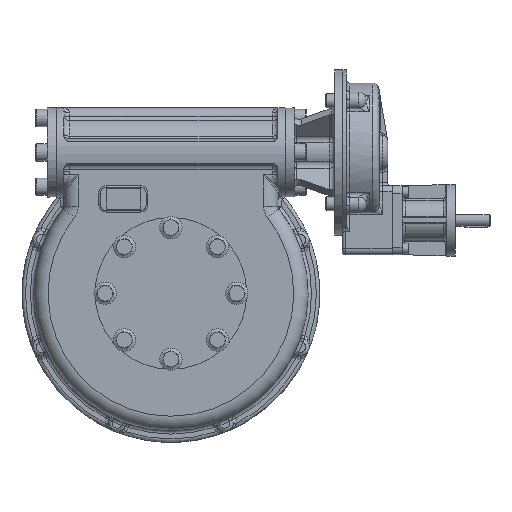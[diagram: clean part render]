
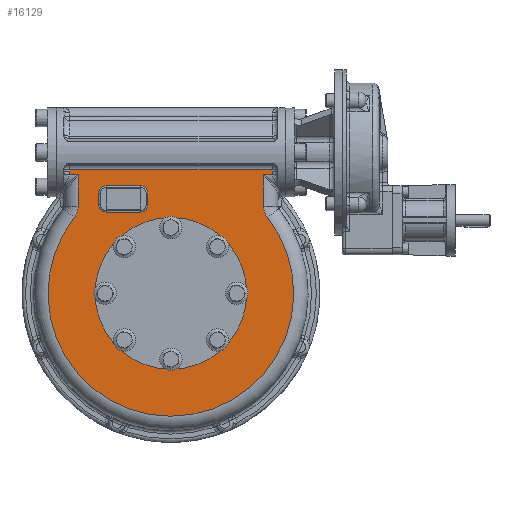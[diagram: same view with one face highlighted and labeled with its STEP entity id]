
A CAD part, top view. The second image highlights one B-rep face of the part: STEP entity #16129.
In plain terms, the highlighted planar face has unit normal (0, 0, 1).
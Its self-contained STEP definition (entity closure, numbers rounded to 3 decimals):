
#536=B_SPLINE_CURVE_WITH_KNOTS('',3,(#40027,#40028,#40029,#40030),
 .UNSPECIFIED.,.F.,.F.,(4,4),(0.,0.006),.UNSPECIFIED.);
#537=B_SPLINE_CURVE_WITH_KNOTS('',3,(#40097,#40098,#40099,#40100),
 .UNSPECIFIED.,.F.,.F.,(4,4),(0.,0.006),.UNSPECIFIED.);
#1735=CIRCLE('',#20201,131.25);
#1995=CIRCLE('',#20586,13.);
#1997=CIRCLE('',#20589,13.);
#2003=CIRCLE('',#20598,13.);
#2005=CIRCLE('',#20601,13.);
#2032=CIRCLE('',#20663,31.);
#2033=CIRCLE('',#20664,214.5);
#2034=CIRCLE('',#20665,31.);
#5482=ORIENTED_EDGE('',*,*,#8111,.T.);
#5483=ORIENTED_EDGE('',*,*,#8540,.T.);
#5484=ORIENTED_EDGE('',*,*,#8535,.T.);
#5485=ORIENTED_EDGE('',*,*,#8542,.T.);
#5486=ORIENTED_EDGE('',*,*,#8548,.T.);
#5487=ORIENTED_EDGE('',*,*,#8554,.T.);
#5488=ORIENTED_EDGE('',*,*,#8556,.T.);
#5489=ORIENTED_EDGE('',*,*,#8552,.T.);
#5490=ORIENTED_EDGE('',*,*,#8546,.T.);
#5491=ORIENTED_EDGE('',*,*,#8528,.T.);
#5492=ORIENTED_EDGE('',*,*,#8530,.T.);
#5493=ORIENTED_EDGE('',*,*,#8649,.T.);
#5494=ORIENTED_EDGE('',*,*,#8650,.T.);
#5495=ORIENTED_EDGE('',*,*,#8651,.T.);
#5496=ORIENTED_EDGE('',*,*,#8652,.T.);
#5497=ORIENTED_EDGE('',*,*,#8653,.T.);
#5498=ORIENTED_EDGE('',*,*,#8654,.T.);
#5499=ORIENTED_EDGE('',*,*,#8655,.T.);
#5500=ORIENTED_EDGE('',*,*,#8514,.T.);
#5501=ORIENTED_EDGE('',*,*,#8517,.T.);
#5502=ORIENTED_EDGE('',*,*,#8523,.T.);
#8111=EDGE_CURVE('',#10153,#10153,#1735,.F.);
#8514=EDGE_CURVE('',#10385,#10388,#536,.T.);
#8517=EDGE_CURVE('',#10388,#10390,#11384,.T.);
#8523=EDGE_CURVE('',#10390,#10393,#11387,.F.);
#8528=EDGE_CURVE('',#10393,#10396,#11389,.T.);
#8530=EDGE_CURVE('',#10396,#10398,#537,.T.);
#8535=EDGE_CURVE('',#10402,#10401,#11390,.F.);
#8540=EDGE_CURVE('',#10404,#10402,#1995,.F.);
#8542=EDGE_CURVE('',#10401,#10407,#1997,.F.);
#8546=EDGE_CURVE('',#10408,#10404,#11393,.F.);
#8548=EDGE_CURVE('',#10407,#10411,#11394,.F.);
#8552=EDGE_CURVE('',#10412,#10408,#2003,.F.);
#8554=EDGE_CURVE('',#10411,#10415,#2005,.F.);
#8556=EDGE_CURVE('',#10415,#10412,#11396,.F.);
#8649=EDGE_CURVE('',#10398,#10357,#11420,.T.);
#8650=EDGE_CURVE('',#10357,#10462,#11421,.F.);
#8651=EDGE_CURVE('',#10462,#10463,#2032,.F.);
#8652=EDGE_CURVE('',#10463,#10464,#2033,.T.);
#8653=EDGE_CURVE('',#10464,#10465,#2034,.F.);
#8654=EDGE_CURVE('',#10465,#10328,#11422,.F.);
#8655=EDGE_CURVE('',#10328,#10385,#11423,.F.);
#10153=VERTEX_POINT('',#35055);
#10328=VERTEX_POINT('',#38914);
#10357=VERTEX_POINT('',#39705);
#10385=VERTEX_POINT('',#39977);
#10388=VERTEX_POINT('',#40026);
#10390=VERTEX_POINT('',#40035);
#10393=VERTEX_POINT('',#40046);
#10396=VERTEX_POINT('',#40056);
#10398=VERTEX_POINT('',#40096);
#10401=VERTEX_POINT('',#40185);
#10402=VERTEX_POINT('',#40187);
#10404=VERTEX_POINT('',#40193);
#10407=VERTEX_POINT('',#40200);
#10408=VERTEX_POINT('',#40205);
#10411=VERTEX_POINT('',#40212);
#10412=VERTEX_POINT('',#40217);
#10415=VERTEX_POINT('',#40224);
#10462=VERTEX_POINT('',#42939);
#10463=VERTEX_POINT('',#42941);
#10464=VERTEX_POINT('',#42943);
#10465=VERTEX_POINT('',#42945);
#11384=LINE('',#40036,#12179);
#11387=LINE('',#40047,#12182);
#11389=LINE('',#40057,#12184);
#11390=LINE('',#40186,#12185);
#11393=LINE('',#40208,#12188);
#11394=LINE('',#40213,#12189);
#11396=LINE('',#40228,#12191);
#11420=LINE('',#42937,#12215);
#11421=LINE('',#42938,#12216);
#11422=LINE('',#42946,#12217);
#11423=LINE('',#42947,#12218);
#12179=VECTOR('',#24341,1000.);
#12182=VECTOR('',#24354,1000.);
#12184=VECTOR('',#24366,1000.);
#12185=VECTOR('',#24377,1000.);
#12188=VECTOR('',#24402,1000.);
#12189=VECTOR('',#24407,1000.);
#12191=VECTOR('',#24427,1000.);
#12215=VECTOR('',#24569,1000.);
#12216=VECTOR('',#24570,1000.);
#12217=VECTOR('',#24577,1000.);
#12218=VECTOR('',#24578,1000.);
#13385=EDGE_LOOP('',(#5482));
#13386=EDGE_LOOP('',(#5483,#5484,#5485,#5486,#5487,#5488,#5489,#5490));
#13387=EDGE_LOOP('',(#5491,#5492,#5493,#5494,#5495,#5496,#5497,#5498,#5499,
#5500,#5501,#5502));
#14656=FACE_BOUND('',#13385,.T.);
#14657=FACE_BOUND('',#13386,.T.);
#14658=FACE_BOUND('',#13387,.T.);
#15230=PLANE('',#20662);
#16129=ADVANCED_FACE('',(#14656,#14657,#14658),#15230,.T.);
#20201=AXIS2_PLACEMENT_3D('',#35054,#23574,#23575);
#20586=AXIS2_PLACEMENT_3D('',#40196,#24387,#24388);
#20589=AXIS2_PLACEMENT_3D('',#40201,#24393,#24394);
#20598=AXIS2_PLACEMENT_3D('',#40220,#24415,#24416);
#20601=AXIS2_PLACEMENT_3D('',#40225,#24421,#24422);
#20662=AXIS2_PLACEMENT_3D('',#42936,#24567,#24568);
#20663=AXIS2_PLACEMENT_3D('',#42940,#24571,#24572);
#20664=AXIS2_PLACEMENT_3D('',#42942,#24573,#24574);
#20665=AXIS2_PLACEMENT_3D('',#42944,#24575,#24576);
#23574=DIRECTION('',(0.,0.,1.));
#23575=DIRECTION('',(1.,0.,0.));
#24341=DIRECTION('',(0.,1.,0.));
#24354=DIRECTION('',(1.,0.,0.));
#24366=DIRECTION('',(0.,-1.,0.));
#24377=DIRECTION('',(-1.,0.,0.));
#24387=DIRECTION('',(0.,0.,1.));
#24388=DIRECTION('',(1.,0.,0.));
#24393=DIRECTION('',(0.,0.,1.));
#24394=DIRECTION('',(1.,0.,0.));
#24402=DIRECTION('',(0.,-1.,0.));
#24407=DIRECTION('',(0.,1.,0.));
#24415=DIRECTION('',(0.,0.,1.));
#24416=DIRECTION('',(1.,0.,0.));
#24421=DIRECTION('',(0.,0.,1.));
#24422=DIRECTION('',(1.,0.,0.));
#24427=DIRECTION('',(1.,0.,0.));
#24567=DIRECTION('',(0.,0.,1.));
#24568=DIRECTION('',(1.,0.,0.));
#24569=DIRECTION('',(1.,0.,0.));
#24570=DIRECTION('',(0.,1.,0.));
#24571=DIRECTION('',(0.,0.,1.));
#24572=DIRECTION('',(1.,0.,0.));
#24573=DIRECTION('',(0.,0.,1.));
#24574=DIRECTION('',(1.,0.,0.));
#24575=DIRECTION('',(0.,0.,1.));
#24576=DIRECTION('',(1.,0.,0.));
#24577=DIRECTION('',(0.,-1.,0.));
#24578=DIRECTION('',(-1.,0.,0.));
#35054=CARTESIAN_POINT('',(0.,0.,60.));
#35055=CARTESIAN_POINT('',(131.25,0.,60.));
#38914=CARTESIAN_POINT('',(162.,207.249,60.));
#39705=CARTESIAN_POINT('',(-162.,207.249,60.));
#39977=CARTESIAN_POINT('',(177.37,207.249,60.));
#40026=CARTESIAN_POINT('',(177.,213.12,60.));
#40027=CARTESIAN_POINT('',(177.37,207.249,60.));
#40028=CARTESIAN_POINT('',(177.104,209.197,60.));
#40029=CARTESIAN_POINT('',(177.,211.155,60.));
#40030=CARTESIAN_POINT('',(177.,213.12,60.));
#40035=CARTESIAN_POINT('',(177.,215.651,60.));
#40036=CARTESIAN_POINT('',(177.,212.972,60.));
#40046=CARTESIAN_POINT('',(-177.,215.651,60.));
#40047=CARTESIAN_POINT('',(-177.,215.651,60.));
#40056=CARTESIAN_POINT('',(-177.,213.12,60.));
#40057=CARTESIAN_POINT('',(-177.,207.249,60.));
#40096=CARTESIAN_POINT('',(-177.37,207.249,60.));
#40097=CARTESIAN_POINT('',(-177.,213.12,60.));
#40098=CARTESIAN_POINT('',(-177.,211.155,60.));
#40099=CARTESIAN_POINT('',(-177.104,209.197,60.));
#40100=CARTESIAN_POINT('',(-177.37,207.249,60.));
#40185=CARTESIAN_POINT('',(-53.,188.,60.));
#40186=CARTESIAN_POINT('',(0.,188.,60.));
#40187=CARTESIAN_POINT('',(-113.,188.,60.));
#40193=CARTESIAN_POINT('',(-126.,175.,60.));
#40196=CARTESIAN_POINT('',(-113.,175.,60.));
#40200=CARTESIAN_POINT('',(-40.,175.,60.));
#40201=CARTESIAN_POINT('',(-53.,175.,60.));
#40205=CARTESIAN_POINT('',(-126.,155.,60.));
#40208=CARTESIAN_POINT('',(-126.,239.5,60.));
#40212=CARTESIAN_POINT('',(-40.,155.,60.));
#40213=CARTESIAN_POINT('',(-40.,239.5,60.));
#40217=CARTESIAN_POINT('',(-113.,142.,60.));
#40220=CARTESIAN_POINT('',(-113.,155.,60.));
#40224=CARTESIAN_POINT('',(-53.,142.,60.));
#40225=CARTESIAN_POINT('',(-53.,155.,60.));
#40228=CARTESIAN_POINT('',(0.,142.,60.));
#42936=CARTESIAN_POINT('',(0.,239.5,60.));
#42937=CARTESIAN_POINT('',(0.,207.249,60.));
#42938=CARTESIAN_POINT('',(-162.,151.728,60.));
#42939=CARTESIAN_POINT('',(-162.,151.728,60.));
#42940=CARTESIAN_POINT('',(-193.,151.728,60.));
#42941=CARTESIAN_POINT('',(-168.629,132.568,60.));
#42942=CARTESIAN_POINT('',(0.,0.,60.));
#42943=CARTESIAN_POINT('',(168.629,132.568,60.));
#42944=CARTESIAN_POINT('',(193.,151.728,60.));
#42945=CARTESIAN_POINT('',(162.,151.728,60.));
#42946=CARTESIAN_POINT('',(162.,246.38,60.));
#42947=CARTESIAN_POINT('',(0.,207.249,60.));
